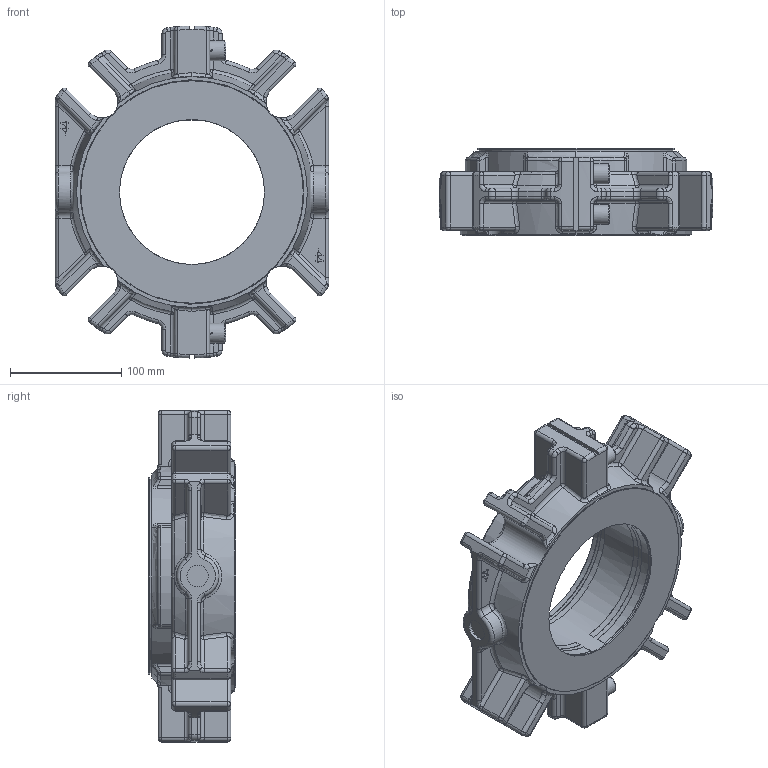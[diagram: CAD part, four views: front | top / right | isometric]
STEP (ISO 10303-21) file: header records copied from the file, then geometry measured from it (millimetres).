
FILE_DESCRIPTION(/* description */ ('Unknown'),/* implementation_level */ '2;1');
FILE_NAME(/* name */ '5.125 RDSX -44 SEAL ARRANGEMENT',/* time_stamp */ '2023-02-20T15:08:10-05:00',/* author */ ('Unknown'),/* organization */ ('Unknown'),/* preprocessor_version */ 'ST-DEVELOPER v16.7',/* originating_system */ 'Solid Edge',/* authorisation */ 'Unknown');
FILE_SCHEMA (('AUTOMOTIVE_DESIGN {1 0 10303 214 3 1 1}'));
Length unit declared in the file: millimetre
Products named in the file (1): 3209510
Bounding box: 245.47 x 78.18 x 298.12 mm (x, y, z)
Volume: 2072814.2 mm3; surface area: 209281.7 mm2
Topology: 1 solids, 3 shells, 867 faces, 2098 edges, 1238 vertices
Faces by surface type: cylinder 252, plane 200, torus 191, bspline 122, sphere 72, cone 30
Full cylindrical faces by diameter (mm): 11.977 x2, 11.988 x4, 17.982 x4, 19.263 x2, 130.175 x1, 130.277 x1, 142.875 x1, 199.825 x1
Entity records: 27223 total; most frequent: CARTESIAN_POINT 8084, ORIENTED_EDGE 4038, DIRECTION 4038, EDGE_CURVE 2019, AXIS2_PLACEMENT_3D 1701, VERTEX_POINT 1206, CIRCLE 926, EDGE_LOOP 919
